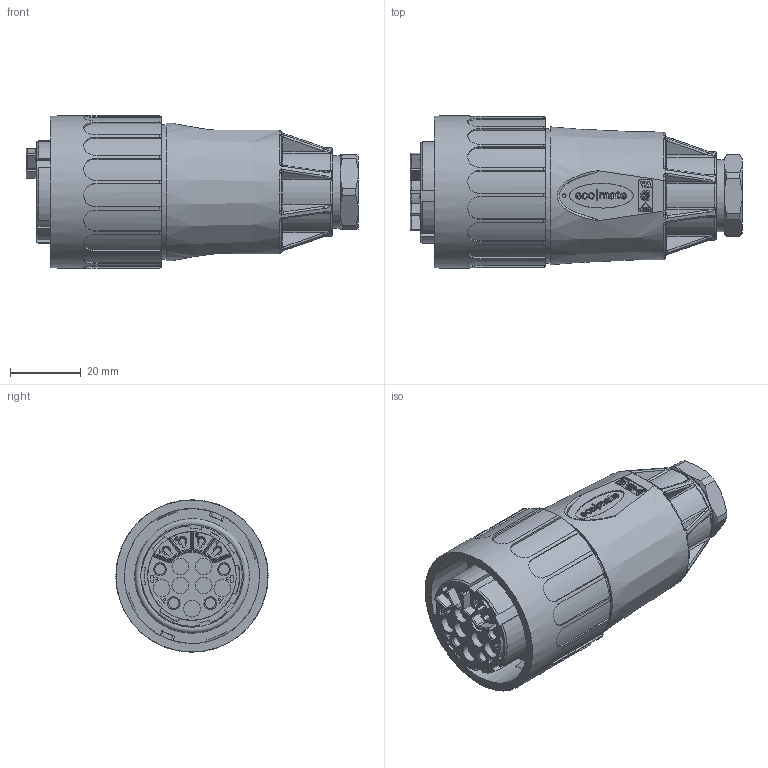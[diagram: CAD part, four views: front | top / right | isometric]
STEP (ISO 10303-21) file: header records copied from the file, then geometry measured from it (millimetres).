
FILE_DESCRIPTION(/* description */ (''),/* implementation_level */ '2;1');
FILE_NAME(/* name */ 'c016 10d014 003 2nxc001-02.stp',/* time_stamp */ '2019-07-08T08:24:56+02:00',/* author */ (''),/* organization */ (''),/* preprocessor_version */ 'ST-DEVELOPER v16.7',/* originating_system */ 'SIEMENS PLM Software NX 12.0',/* authorisation */ '');
FILE_SCHEMA (('AUTOMOTIVE_DESIGN { 1 0 10303 214 3 1 1 1 }'));
Length unit declared in the file: millimetre
Products named in the file (1): c016 10d014 003 2nxc001-02
Bounding box: 93.85 x 43 x 43 mm (x, y, z)
Volume: 86521.8 mm3; surface area: 19152.1 mm2
Topology: 1 solids, 1 shells, 1185 faces, 3132 edges, 2019 vertices
Faces by surface type: plane 572, cylinder 315, bspline 159, torus 53, cone 38, sphere 32, extrusion 16
Full cylindrical faces by diameter (mm): 1 x1, 3 x4, 4.75 x7, 13.5 x1, 20.4 x1, 38 x1, 38.2 x1, 43 x1
Entity records: 39599 total; most frequent: CARTESIAN_POINT 11852, ORIENTED_EDGE 6166, DIRECTION 5277, EDGE_CURVE 3083, VERTEX_POINT 2006, AXIS2_PLACEMENT_3D 1808, VECTOR 1661, LINE 1645
